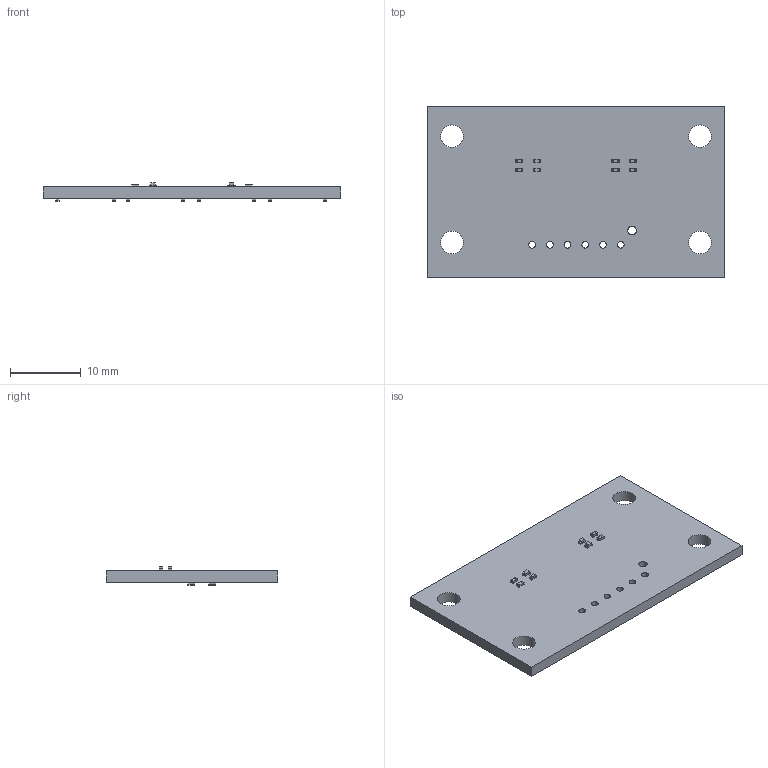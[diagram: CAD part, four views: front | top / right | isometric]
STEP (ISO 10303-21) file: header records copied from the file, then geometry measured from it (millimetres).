
FILE_DESCRIPTION(('KiCad electronic assembly'),'2;1');
FILE_NAME('Modu_ LF.step','2024-05-11T22:42:23',('Pcbnew'),('Kicad'), 'Open CASCADE STEP processor 7.7','KiCad to STEP converter','Unknown' );
FILE_SCHEMA(('AUTOMOTIVE_DESIGN { 1 0 10303 214 1 1 1 1 }'));
Length unit declared in the file: millimetre
Products named in the file (6): Modu_ LF 1; R_0402_1005Metric; LED_0402_1005Metric; ModuÅ LF_PCB
Assembly tree (19 placements, depth 3):
  Modu_ LF 1
    R_0402_1005Metric  x12
      R_0402_1005Metric
    LED_0402_1005Metric  x4
      LED_0402_1005Metric
    ModuÅ LF_PCB
Bounding box: 42 x 24.25 x 2.55 mm (x, y, z)
Volume: 1572.3 mm3; surface area: 2306.6 mm2
Topology: 17 solids, 17 shells, 529 faces, 1393 edges, 902 vertices
Faces by surface type: plane 390, cylinder 139
Full cylindrical faces by diameter (mm): 0.95 x6, 1.2 x1, 3.2 x4
Entity records: 3658 total; most frequent: DIRECTION 526, CARTESIAN_POINT 519, ORIENTED_EDGE 492, EDGE_CURVE 246, LINE 192, VECTOR 192, AXIS2_PLACEMENT_3D 167, VERTEX_POINT 160
